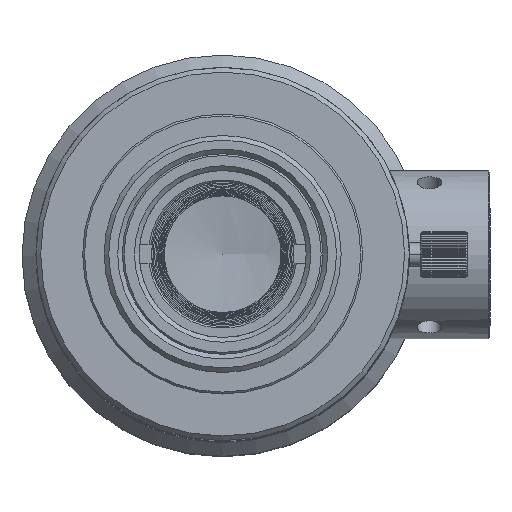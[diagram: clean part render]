
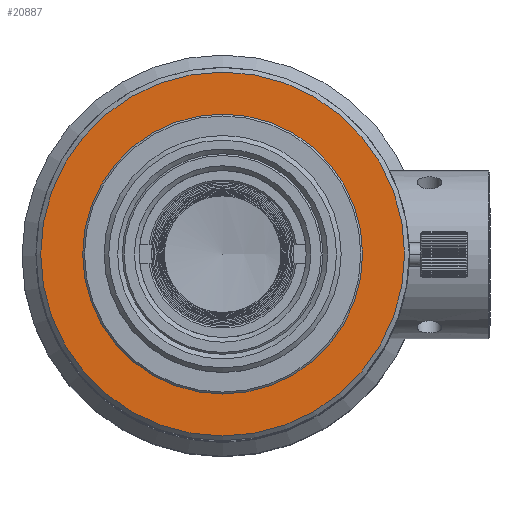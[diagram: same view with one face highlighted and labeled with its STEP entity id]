
A CAD part, top view. The second image highlights one B-rep face of the part: STEP entity #20887.
In plain terms, the highlighted planar face has unit normal (0, 0, 1).
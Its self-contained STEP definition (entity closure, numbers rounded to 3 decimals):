
#20283=CARTESIAN_POINT('',(19.5,0.,128.905));
#20284=VERTEX_POINT('',#20283);
#20293=CARTESIAN_POINT('',(0.,0.,128.905));
#20294=DIRECTION('',(1.,0.,0.));
#20295=DIRECTION('',(0.,0.,1.));
#20296=AXIS2_PLACEMENT_3D('',#20293,#20295,#20294);
#20297=CIRCLE('',#20296,19.5);
#20298=EDGE_CURVE('',#20284,#20284,#20297,.T.);
#20868=CARTESIAN_POINT('',(0.,0.,128.905));
#20869=DIRECTION('',(1.,0.,0.));
#20870=DIRECTION('',(0.,0.,1.));
#20871=AXIS2_PLACEMENT_3D('',#20868,#20870,#20869);
#20872=PLANE('',#20871);
#20873=ORIENTED_EDGE('',*,*,#20298,.T.);
#20874=EDGE_LOOP('',(#20873));
#20875=FACE_OUTER_BOUND('',#20874,.T.);
#20876=CARTESIAN_POINT('',(15.,0.,128.905));
#20877=VERTEX_POINT('',#20876);
#20878=CARTESIAN_POINT('',(0.,0.,128.905));
#20879=DIRECTION('',(1.,0.,0.));
#20880=DIRECTION('',(0.,0.,1.));
#20881=AXIS2_PLACEMENT_3D('',#20878,#20880,#20879);
#20882=CIRCLE('',#20881,15.);
#20883=EDGE_CURVE('',#20877,#20877,#20882,.T.);
#20884=ORIENTED_EDGE('E2866',*,*,#20883,.F.);
#20885=EDGE_LOOP('',(#20884));
#20886=FACE_BOUND('',#20885,.T.);
#20887=ADVANCED_FACE('F1186',(#20875,#20886),#20872,.T.);
